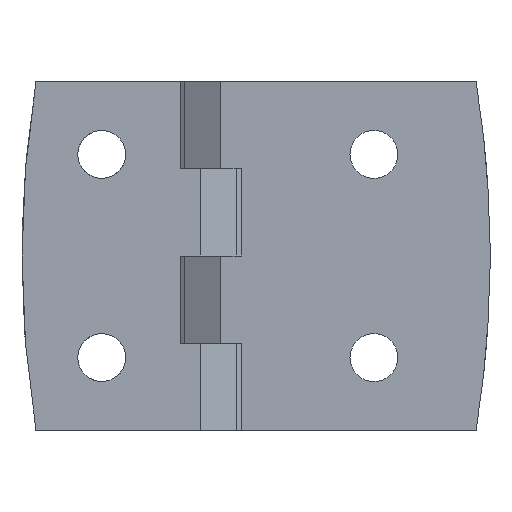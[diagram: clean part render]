
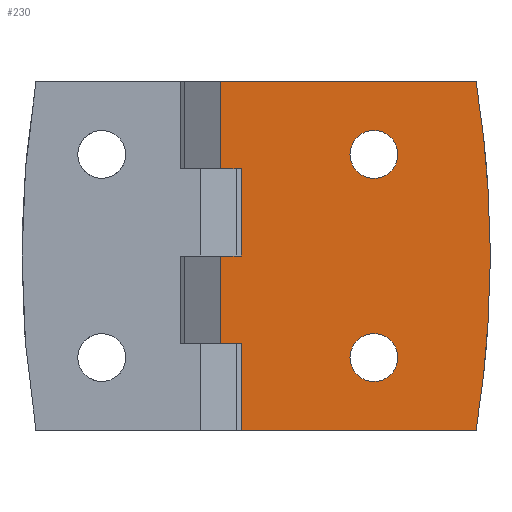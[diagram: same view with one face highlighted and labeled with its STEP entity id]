
A CAD part, front view. The second image highlights one B-rep face of the part: STEP entity #230.
In plain terms, the highlighted planar face has unit normal (0, -1, 0).
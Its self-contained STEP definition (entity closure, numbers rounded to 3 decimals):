
#230 = ADVANCED_FACE( '', ( #444, #445, #446 ), #447, .F. );
#444 = FACE_BOUND( '', #634, .T. );
#445 = FACE_BOUND( '', #635, .T. );
#446 = FACE_OUTER_BOUND( '', #636, .T. );
#447 = PLANE( '', #637 );
#634 = EDGE_LOOP( '', ( #1043 ) );
#635 = EDGE_LOOP( '', ( #1044 ) );
#636 = EDGE_LOOP( '', ( #1045, #1046, #1047, #1048, #1049, #1050, #1051, #1052, #1053, #1054, #1055, #1056 ) );
#637 = AXIS2_PLACEMENT_3D( '', #1057, #1058, #1059 );
#1043 = ORIENTED_EDGE( '', *, *, #1215, .T. );
#1044 = ORIENTED_EDGE( '', *, *, #1172, .T. );
#1045 = ORIENTED_EDGE( '', *, *, #1110, .T. );
#1046 = ORIENTED_EDGE( '', *, *, #1114, .T. );
#1047 = ORIENTED_EDGE( '', *, *, #1192, .T. );
#1048 = ORIENTED_EDGE( '', *, *, #1125, .T. );
#1049 = ORIENTED_EDGE( '', *, *, #1089, .F. );
#1050 = ORIENTED_EDGE( '', *, *, #1180, .T. );
#1051 = ORIENTED_EDGE( '', *, *, #1103, .F. );
#1052 = ORIENTED_EDGE( '', *, *, #1077, .T. );
#1053 = ORIENTED_EDGE( '', *, *, #1187, .T. );
#1054 = ORIENTED_EDGE( '', *, *, #1121, .F. );
#1055 = ORIENTED_EDGE( '', *, *, #1189, .F. );
#1056 = ORIENTED_EDGE( '', *, *, #1219, .T. );
#1057 = CARTESIAN_POINT( '', ( 1.4, -9., 24. ) );
#1058 = DIRECTION( '', ( 0., 1., 0. ) );
#1059 = DIRECTION( '', ( 0., 0., 1. ) );
#1077 = EDGE_CURVE( '', #1251, #1249, #1252, .T. );
#1089 = EDGE_CURVE( '', #1270, #1271, #1272, .T. );
#1103 = EDGE_CURVE( '', #1251, #1291, #1296, .T. );
#1110 = EDGE_CURVE( '', #1300, #1306, #1308, .T. );
#1114 = EDGE_CURVE( '', #1306, #1312, #1314, .T. );
#1121 = EDGE_CURVE( '', #1325, #1326, #1327, .T. );
#1125 = EDGE_CURVE( '', #1331, #1271, #1332, .F. );
#1172 = EDGE_CURVE( '', #1402, #1402, #1403, .T. );
#1180 = EDGE_CURVE( '', #1270, #1291, #1414, .F. );
#1187 = EDGE_CURVE( '', #1249, #1326, #1423, .T. );
#1189 = EDGE_CURVE( '', #1425, #1325, #1426, .T. );
#1192 = EDGE_CURVE( '', #1312, #1331, #1429, .T. );
#1215 = EDGE_CURVE( '', #1457, #1457, #1458, .T. );
#1219 = EDGE_CURVE( '', #1425, #1300, #1462, .T. );
#1249 = VERTEX_POINT( '', #1501 );
#1251 = VERTEX_POINT( '', #1504 );
#1252 = LINE( '', #1505, #1506 );
#1270 = VERTEX_POINT( '', #1531 );
#1271 = VERTEX_POINT( '', #1532 );
#1272 = LINE( '', #1533, #1534 );
#1291 = VERTEX_POINT( '', #1558 );
#1296 = LINE( '', #1564, #1565 );
#1300 = VERTEX_POINT( '', #1569 );
#1306 = VERTEX_POINT( '', #1576 );
#1308 = LINE( '', #1579, #1580 );
#1312 = VERTEX_POINT( '', #1585 );
#1314 = LINE( '', #1588, #1589 );
#1325 = VERTEX_POINT( '', #1602 );
#1326 = VERTEX_POINT( '', #1603 );
#1327 = LINE( '', #1604, #1605 );
#1331 = VERTEX_POINT( '', #1611 );
#1332 = CIRCLE( '', #1612, 150.585 );
#1402 = VERTEX_POINT( '', #1959 );
#1403 = CIRCLE( '', #1960, 3.3 );
#1414 = CIRCLE( '', #2059, 150.585 );
#1423 = LINE( '', #2069, #2070 );
#1425 = VERTEX_POINT( '', #2072 );
#1426 = LINE( '', #2073, #2074 );
#1429 = LINE( '', #2078, #2079 );
#1457 = VERTEX_POINT( '', #2111 );
#1458 = CIRCLE( '', #2112, 3.3 );
#1462 = LINE( '', #2116, #2117 );
#1501 = CARTESIAN_POINT( '', ( 1.4, -9., 12. ) );
#1504 = CARTESIAN_POINT( '', ( 1.4, -9., 24. ) );
#1505 = CARTESIAN_POINT( '', ( 1.4, -9., 24. ) );
#1506 = VECTOR( '', #2136, 1000. );
#1531 = CARTESIAN_POINT( '', ( 38.49, -9., 1.735 ) );
#1532 = CARTESIAN_POINT( '', ( 38.49, -9., -1.735 ) );
#1533 = CARTESIAN_POINT( '', ( 38.49, -9., 24. ) );
#1534 = VECTOR( '', #2149, 1000. );
#1558 = CARTESIAN_POINT( '', ( 36.575, -9., 24. ) );
#1564 = CARTESIAN_POINT( '', ( 1.4, -9., 24. ) );
#1565 = VECTOR( '', #2171, 1000. );
#1569 = CARTESIAN_POINT( '', ( 1.4, -9., -12. ) );
#1576 = CARTESIAN_POINT( '', ( 4.2, -9., -12. ) );
#1579 = CARTESIAN_POINT( '', ( 1.4, -9., -12. ) );
#1580 = VECTOR( '', #2183, 1000. );
#1585 = CARTESIAN_POINT( '', ( 4.2, -9., -24. ) );
#1588 = CARTESIAN_POINT( '', ( 4.2, -9., 24. ) );
#1589 = VECTOR( '', #2186, 1000. );
#1602 = CARTESIAN_POINT( '', ( 4.2, -9., 0. ) );
#1603 = CARTESIAN_POINT( '', ( 4.2, -9., 12. ) );
#1604 = CARTESIAN_POINT( '', ( 4.2, -9., 24. ) );
#1605 = VECTOR( '', #2195, 1000. );
#1611 = CARTESIAN_POINT( '', ( 36.575, -9., -24. ) );
#1612 = AXIS2_PLACEMENT_3D( '', #2198, #2199, #2200 );
#1959 = CARTESIAN_POINT( '', ( 22.5, -9., 17.3 ) );
#1960 = AXIS2_PLACEMENT_3D( '', #2261, #2262, #2263 );
#2059 = AXIS2_PLACEMENT_3D( '', #2273, #2274, #2275 );
#2069 = CARTESIAN_POINT( '', ( 1.4, -9., 12. ) );
#2070 = VECTOR( '', #2286, 1000. );
#2072 = CARTESIAN_POINT( '', ( 1.4, -9., 0. ) );
#2073 = CARTESIAN_POINT( '', ( 1.4, -9., 0. ) );
#2074 = VECTOR( '', #2287, 1000. );
#2078 = CARTESIAN_POINT( '', ( 1.4, -9., -24. ) );
#2079 = VECTOR( '', #2289, 1000. );
#2111 = CARTESIAN_POINT( '', ( 22.5, -9., -10.7 ) );
#2112 = AXIS2_PLACEMENT_3D( '', #2315, #2316, #2317 );
#2116 = CARTESIAN_POINT( '', ( 1.4, -9., 24. ) );
#2117 = VECTOR( '', #2318, 1000. );
#2136 = DIRECTION( '', ( 0., 0., -1. ) );
#2149 = DIRECTION( '', ( 0., 0., -1. ) );
#2171 = DIRECTION( '', ( 1., 0., 0. ) );
#2183 = DIRECTION( '', ( 1., 0., 0. ) );
#2186 = DIRECTION( '', ( 0., 0., -1. ) );
#2195 = DIRECTION( '', ( 0., 0., 1. ) );
#2198 = CARTESIAN_POINT( '', ( -112.085, -9., 0. ) );
#2199 = DIRECTION( '', ( 0., 1., 0. ) );
#2200 = DIRECTION( '', ( 0., 0., 1. ) );
#2261 = CARTESIAN_POINT( '', ( 22.5, -9., 14. ) );
#2262 = DIRECTION( '', ( 0., 1., 0. ) );
#2263 = DIRECTION( '', ( 0., 0., 1. ) );
#2273 = CARTESIAN_POINT( '', ( -112.085, -9., 0. ) );
#2274 = DIRECTION( '', ( 0., 1., 0. ) );
#2275 = DIRECTION( '', ( 0., 0., 1. ) );
#2286 = DIRECTION( '', ( 1., 0., 0. ) );
#2287 = DIRECTION( '', ( 1., 0., 0. ) );
#2289 = DIRECTION( '', ( 1., 0., 0. ) );
#2315 = CARTESIAN_POINT( '', ( 22.5, -9., -14. ) );
#2316 = DIRECTION( '', ( 0., 1., 0. ) );
#2317 = DIRECTION( '', ( 0., 0., 1. ) );
#2318 = DIRECTION( '', ( 0., 0., -1. ) );
